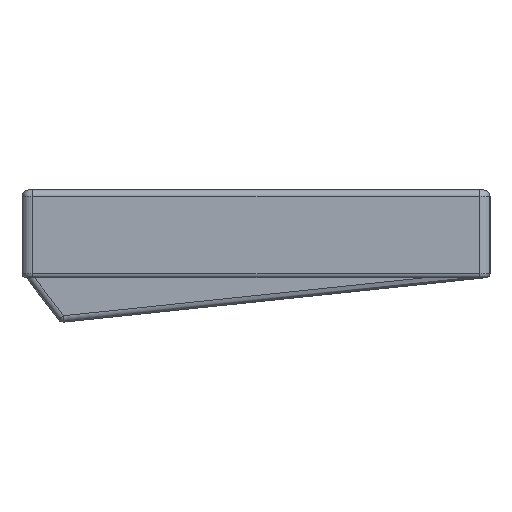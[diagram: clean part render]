
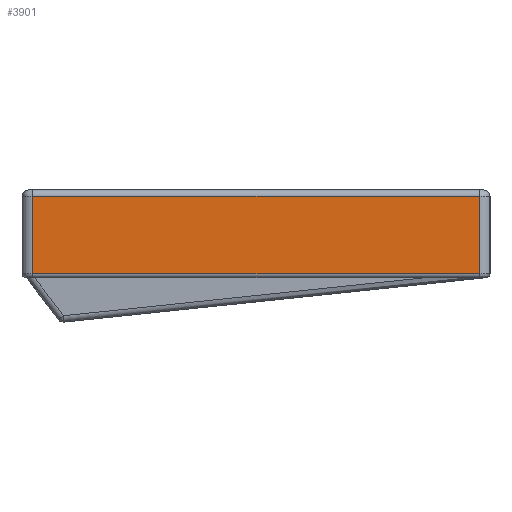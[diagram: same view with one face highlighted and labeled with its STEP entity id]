
A CAD part, left-side view. The second image highlights one B-rep face of the part: STEP entity #3901.
In plain terms, the highlighted planar face has unit normal (-1, 0, 0).
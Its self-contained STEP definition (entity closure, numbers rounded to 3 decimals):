
#459=FACE_OUTER_BOUND('',#700,.T.);
#700=EDGE_LOOP('',(#2785,#2786,#2787,#2788));
#995=LINE('',#6126,#1343);
#998=LINE('',#6158,#1346);
#1008=LINE('',#6185,#1356);
#1009=LINE('',#6186,#1357);
#1343=VECTOR('',#4796,10.);
#1346=VECTOR('',#4813,10.);
#1356=VECTOR('',#4837,10.);
#1357=VECTOR('',#4838,10.);
#1697=VERTEX_POINT('',#6120);
#1698=VERTEX_POINT('',#6124);
#1702=VERTEX_POINT('',#6156);
#1712=VERTEX_POINT('',#6184);
#2099=EDGE_CURVE('',#1697,#1698,#995,.T.);
#2107=EDGE_CURVE('',#1702,#1697,#998,.T.);
#2120=EDGE_CURVE('',#1712,#1702,#1008,.T.);
#2121=EDGE_CURVE('',#1698,#1712,#1009,.T.);
#2785=ORIENTED_EDGE('',*,*,#2099,.F.);
#2786=ORIENTED_EDGE('',*,*,#2107,.F.);
#2787=ORIENTED_EDGE('',*,*,#2120,.F.);
#2788=ORIENTED_EDGE('',*,*,#2121,.F.);
#3784=PLANE('',#4194);
#3901=ADVANCED_FACE('',(#459),#3784,.T.);
#4194=AXIS2_PLACEMENT_3D('',#6183,#4835,#4836);
#4796=DIRECTION('',(0.,-1.,0.));
#4813=DIRECTION('',(0.,0.,1.));
#4835=DIRECTION('center_axis',(-1.,0.,0.));
#4836=DIRECTION('ref_axis',(0.,0.,1.));
#4837=DIRECTION('',(0.,1.,0.));
#4838=DIRECTION('',(0.,0.,-1.));
#6120=CARTESIAN_POINT('',(-157.375,52.6,30.032));
#6124=CARTESIAN_POINT('',(-157.375,-52.6,30.032));
#6126=CARTESIAN_POINT('',(-157.375,-25.8,30.032));
#6156=CARTESIAN_POINT('',(-157.375,52.6,11.847));
#6158=CARTESIAN_POINT('',(-157.375,52.6,7.561));
#6183=CARTESIAN_POINT('Origin',(-157.375,0.,-0.002));
#6184=CARTESIAN_POINT('',(-157.375,-52.6,11.847));
#6185=CARTESIAN_POINT('',(-157.375,-139.881,11.847));
#6186=CARTESIAN_POINT('',(-157.375,-52.6,10.456));
